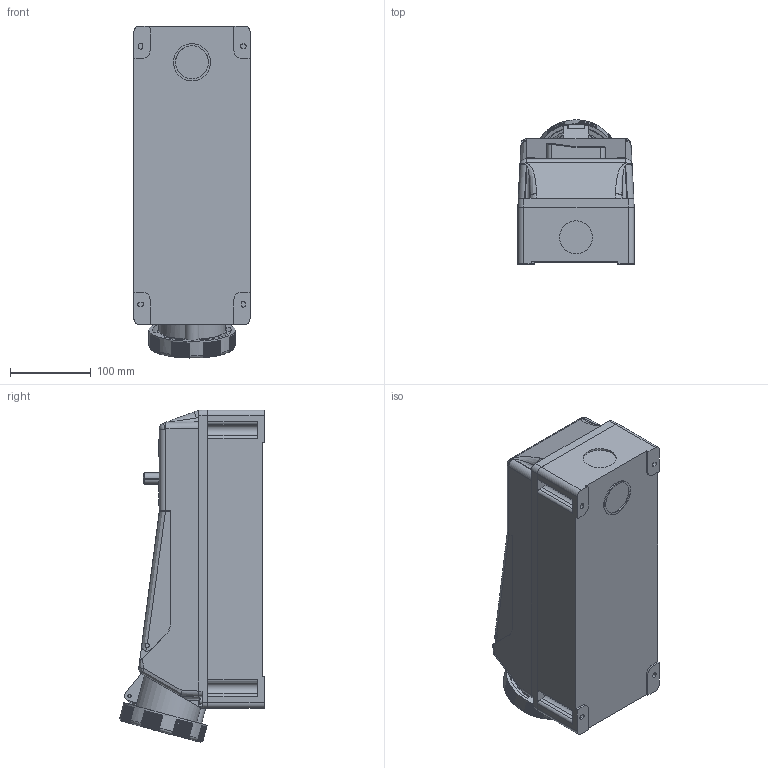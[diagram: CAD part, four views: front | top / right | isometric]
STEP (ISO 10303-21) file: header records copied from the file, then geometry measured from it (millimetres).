
FILE_DESCRIPTION(('Creo Elements/Direct Modeling STEP Export'),'2;1');
FILE_NAME('0ln7tug5h1lk5ee4904','2022-02-03T11:16:43',(''),(''),'Creo Elements/Direct Modeling STEP processor for AP214 (Solid Model)','Creo Elements/Direct Modeling 20.1B 02-Apr-2019 (C) Parametric Technology GmbH','');
FILE_SCHEMA(('AUTOMOTIVE_DESIGN { 1 0 10303 214 1 1 1 1 }'));
Products named in the file (2): TM_6365_SP
Assembly tree (1 placements, depth 2):
  TM_6365_SP
    TM_6365_SP
Bounding box: 144 x 178.8 x 411.59 mm (x, y, z)
Volume: 7126281.2 mm3; surface area: 330279.9 mm2
Topology: 1 solids, 1 shells, 2154 faces, 5965 edges, 3518 vertices
Faces by surface type: plane 1229, torus 514, cylinder 383, bspline 20, cone 6, sphere 2
Entity records: 120461 total; most frequent: CARTESIAN_POINT 52964, ORIENTED_EDGE 11254, DIRECTION 9844, EDGE_CURVE 5627, VERTEX_POINT 3518, AXIS2_PLACEMENT_3D 3382, VECTOR 3080, LINE 3080
